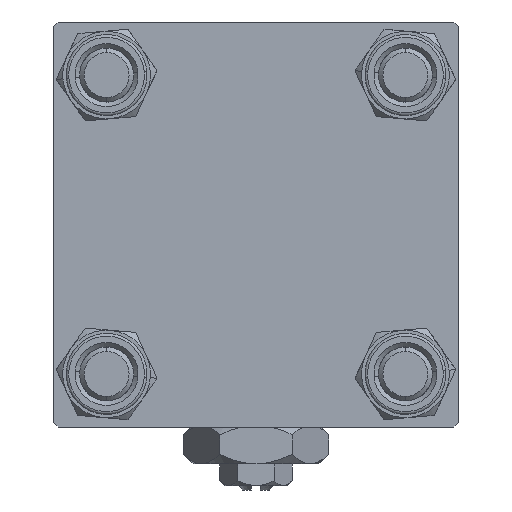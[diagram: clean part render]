
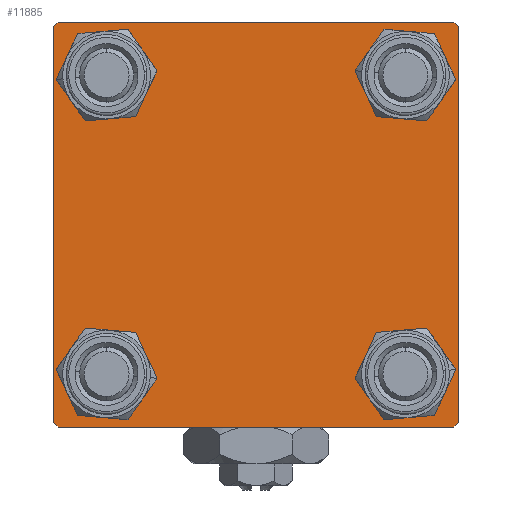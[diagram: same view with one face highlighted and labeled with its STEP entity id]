
A CAD part, left-side view. The second image highlights one B-rep face of the part: STEP entity #11885.
In plain terms, the highlighted planar face has unit normal (-1, 0, 0).
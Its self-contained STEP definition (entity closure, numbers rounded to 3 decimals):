
#52 = EDGE_CURVE ( 'NONE', #34663, #16663, #28121, .T. ) ;
#393 = AXIS2_PLACEMENT_3D ( 'NONE', #25018, #20055, #33752 ) ;
#576 = DIRECTION ( 'NONE',  ( 0., 0.707, -0.707 ) ) ;
#615 = VERTEX_POINT ( 'NONE', #46315 ) ;
#830 = VERTEX_POINT ( 'NONE', #23241 ) ;
#1846 = VERTEX_POINT ( 'NONE', #52161 ) ;
#2406 = CARTESIAN_POINT ( 'NONE',  ( 0., -16.6, 16.6 ) ) ;
#3048 = CARTESIAN_POINT ( 'NONE',  ( 0., 16.6, -20.1 ) ) ;
#3166 = CARTESIAN_POINT ( 'NONE',  ( 0., 16.6, -13.1 ) ) ;
#4538 = ORIENTED_EDGE ( 'NONE', *, *, #14165, .T. ) ;
#4995 = EDGE_CURVE ( 'NONE', #59450, #37984, #12904, .T. ) ;
#6152 = VECTOR ( 'NONE', #27711, 1000. ) ;
#7311 = VECTOR ( 'NONE', #576, 1000. ) ;
#8009 = CARTESIAN_POINT ( 'NONE',  ( 0., -22.5, -22. ) ) ;
#8542 = FACE_BOUND ( 'NONE', #31656, .T. ) ;
#9407 = CIRCLE ( 'NONE', #15372, 3.5 ) ;
#10883 = AXIS2_PLACEMENT_3D ( 'NONE', #2406, #22338, #41658 ) ;
#11885 = ADVANCED_FACE ( 'NONE', ( #36252, #8542, #13214, #56206, #27515 ), #46537, .T. ) ;
#12472 = VECTOR ( 'NONE', #59373, 1000. ) ;
#12622 = CARTESIAN_POINT ( 'NONE',  ( 0., 16.6, -16.6 ) ) ;
#12727 = ORIENTED_EDGE ( 'NONE', *, *, #38577, .T. ) ;
#12904 = CIRCLE ( 'NONE', #14913, 3.5 ) ;
#13214 = FACE_BOUND ( 'NONE', #19847, .T. ) ;
#14165 = EDGE_CURVE ( 'NONE', #37984, #59450, #25262, .T. ) ;
#14329 = CARTESIAN_POINT ( 'NONE',  ( 0., 22.25, 22.25 ) ) ;
#14616 = LINE ( 'NONE', #28304, #51037 ) ;
#14693 = VECTOR ( 'NONE', #41837, 1000. ) ;
#14913 = AXIS2_PLACEMENT_3D ( 'NONE', #53748, #58732, #49391 ) ;
#15100 = DIRECTION ( 'NONE',  ( 1., 0., 0. ) ) ;
#15372 = AXIS2_PLACEMENT_3D ( 'NONE', #27170, #21597, #45280 ) ;
#16164 = CARTESIAN_POINT ( 'NONE',  ( 0., 22., -22.5 ) ) ;
#16663 = VERTEX_POINT ( 'NONE', #8009 ) ;
#17054 = ORIENTED_EDGE ( 'NONE', *, *, #37184, .T. ) ;
#17121 = ORIENTED_EDGE ( 'NONE', *, *, #58091, .T. ) ;
#17394 = VERTEX_POINT ( 'NONE', #3166 ) ;
#17574 = CARTESIAN_POINT ( 'NONE',  ( 0., -22.25, -22.25 ) ) ;
#17764 = CARTESIAN_POINT ( 'NONE',  ( 0., -22., 22.5 ) ) ;
#18502 = EDGE_CURVE ( 'NONE', #1846, #44997, #9407, .T. ) ;
#18561 = VECTOR ( 'NONE', #55597, 1000. ) ;
#19033 = ORIENTED_EDGE ( 'NONE', *, *, #24585, .T. ) ;
#19422 = DIRECTION ( 'NONE',  ( 1., 0., 0. ) ) ;
#19629 = CARTESIAN_POINT ( 'NONE',  ( 0., 22., 22.5 ) ) ;
#19760 = LINE ( 'NONE', #47196, #22419 ) ;
#19771 = CIRCLE ( 'NONE', #22735, 3.5 ) ;
#19847 = EDGE_LOOP ( 'NONE', ( #36618, #60089 ) ) ;
#20055 = DIRECTION ( 'NONE',  ( 1., 0., 0. ) ) ;
#20549 = EDGE_CURVE ( 'NONE', #17394, #31519, #52244, .T. ) ;
#21055 = CARTESIAN_POINT ( 'NONE',  ( 0., 16.6, -16.6 ) ) ;
#21597 = DIRECTION ( 'NONE',  ( 1., 0., 0. ) ) ;
#21719 = EDGE_CURVE ( 'NONE', #26671, #57391, #19760, .T. ) ;
#22338 = DIRECTION ( 'NONE',  ( 1., 0., 0. ) ) ;
#22419 = VECTOR ( 'NONE', #24108, 1000. ) ;
#22550 = AXIS2_PLACEMENT_3D ( 'NONE', #12622, #25700, #26312 ) ;
#22735 = AXIS2_PLACEMENT_3D ( 'NONE', #27602, #19422, #52765 ) ;
#22852 = CARTESIAN_POINT ( 'NONE',  ( 0., 0., 0. ) ) ;
#23015 = CARTESIAN_POINT ( 'NONE',  ( 0., -16.6, -20.1 ) ) ;
#23241 = CARTESIAN_POINT ( 'NONE',  ( 0., -16.6, -13.1 ) ) ;
#23459 = CARTESIAN_POINT ( 'NONE',  ( 0., -22.5, 22.5 ) ) ;
#23809 = CARTESIAN_POINT ( 'NONE',  ( 0., -16.6, -16.6 ) ) ;
#23937 = DIRECTION ( 'NONE',  ( 0., 0.707, 0.707 ) ) ;
#24108 = DIRECTION ( 'NONE',  ( 0., 0., -1. ) ) ;
#24268 = LINE ( 'NONE', #57319, #6152 ) ;
#24585 = EDGE_CURVE ( 'NONE', #615, #16663, #55900, .T. ) ;
#25018 = CARTESIAN_POINT ( 'NONE',  ( 0., 16.6, 16.6 ) ) ;
#25262 = CIRCLE ( 'NONE', #393, 3.5 ) ;
#25643 = EDGE_CURVE ( 'NONE', #31519, #17394, #56375, .T. ) ;
#25700 = DIRECTION ( 'NONE',  ( 1., 0., 0. ) ) ;
#25715 = ORIENTED_EDGE ( 'NONE', *, *, #18502, .T. ) ;
#26009 = DIRECTION ( 'NONE',  ( 0., 0., 1. ) ) ;
#26312 = DIRECTION ( 'NONE',  ( 0., 0., 1. ) ) ;
#26671 = VERTEX_POINT ( 'NONE', #41515 ) ;
#26825 = AXIS2_PLACEMENT_3D ( 'NONE', #23809, #15100, #48126 ) ;
#27170 = CARTESIAN_POINT ( 'NONE',  ( 0., -16.6, 16.6 ) ) ;
#27515 = FACE_OUTER_BOUND ( 'NONE', #47238, .T. ) ;
#27602 = CARTESIAN_POINT ( 'NONE',  ( 0., -16.6, -16.6 ) ) ;
#27711 = DIRECTION ( 'NONE',  ( 0., -1., 0. ) ) ;
#27800 = ORIENTED_EDGE ( 'NONE', *, *, #53675, .T. ) ;
#28121 = LINE ( 'NONE', #23459, #60501 ) ;
#28304 = CARTESIAN_POINT ( 'NONE',  ( 0., -22.25, 22.25 ) ) ;
#28326 = LINE ( 'NONE', #14329, #7311 ) ;
#29440 = CARTESIAN_POINT ( 'NONE',  ( 0., -22.5, 22. ) ) ;
#29784 = VERTEX_POINT ( 'NONE', #23015 ) ;
#30517 = VERTEX_POINT ( 'NONE', #17764 ) ;
#31066 = EDGE_CURVE ( 'NONE', #57391, #37982, #37756, .T. ) ;
#31519 = VERTEX_POINT ( 'NONE', #3048 ) ;
#31656 = EDGE_LOOP ( 'NONE', ( #12727, #46744 ) ) ;
#32173 = DIRECTION ( 'NONE',  ( 0., 0., -1. ) ) ;
#32266 = EDGE_LOOP ( 'NONE', ( #36588, #4538 ) ) ;
#33454 = ORIENTED_EDGE ( 'NONE', *, *, #31066, .T. ) ;
#33494 = EDGE_LOOP ( 'NONE', ( #25715, #17054 ) ) ;
#33615 = CARTESIAN_POINT ( 'NONE',  ( 0., -16.6, 13.1 ) ) ;
#33752 = DIRECTION ( 'NONE',  ( 0., 0., 1. ) ) ;
#34663 = VERTEX_POINT ( 'NONE', #29440 ) ;
#35351 = CARTESIAN_POINT ( 'NONE',  ( 0., 22.5, -22.5 ) ) ;
#36252 = FACE_BOUND ( 'NONE', #33494, .T. ) ;
#36347 = EDGE_CURVE ( 'NONE', #29784, #830, #19771, .T. ) ;
#36588 = ORIENTED_EDGE ( 'NONE', *, *, #4995, .T. ) ;
#36618 = ORIENTED_EDGE ( 'NONE', *, *, #20549, .T. ) ;
#37184 = EDGE_CURVE ( 'NONE', #44997, #1846, #48692, .T. ) ;
#37756 = LINE ( 'NONE', #60544, #14693 ) ;
#37982 = VERTEX_POINT ( 'NONE', #16164 ) ;
#37984 = VERTEX_POINT ( 'NONE', #54166 ) ;
#38577 = EDGE_CURVE ( 'NONE', #830, #29784, #54698, .T. ) ;
#40045 = DIRECTION ( 'NONE',  ( 1., 0., 0. ) ) ;
#40342 = LINE ( 'NONE', #35351, #12472 ) ;
#41515 = CARTESIAN_POINT ( 'NONE',  ( 0., 22.5, 22. ) ) ;
#41658 = DIRECTION ( 'NONE',  ( 0., 0., 1. ) ) ;
#41837 = DIRECTION ( 'NONE',  ( 0., -0.707, -0.707 ) ) ;
#41865 = DIRECTION ( 'NONE',  ( 0., 0., 1. ) ) ;
#44105 = AXIS2_PLACEMENT_3D ( 'NONE', #22852, #45935, #41865 ) ;
#44997 = VERTEX_POINT ( 'NONE', #33615 ) ;
#45055 = EDGE_CURVE ( 'NONE', #55792, #30517, #24268, .T. ) ;
#45280 = DIRECTION ( 'NONE',  ( 0., 0., 1. ) ) ;
#45507 = CARTESIAN_POINT ( 'NONE',  ( 0., 16.6, 20.1 ) ) ;
#45935 = DIRECTION ( 'NONE',  ( -1., 0., 0. ) ) ;
#46315 = CARTESIAN_POINT ( 'NONE',  ( 0., -22., -22.5 ) ) ;
#46537 = PLANE ( 'NONE',  #44105 ) ;
#46744 = ORIENTED_EDGE ( 'NONE', *, *, #36347, .T. ) ;
#47196 = CARTESIAN_POINT ( 'NONE',  ( 0., 22.5, 22.5 ) ) ;
#47238 = EDGE_LOOP ( 'NONE', ( #53742, #33454, #17121, #19033, #49100, #61572, #47442, #27800 ) ) ;
#47442 = ORIENTED_EDGE ( 'NONE', *, *, #45055, .F. ) ;
#48126 = DIRECTION ( 'NONE',  ( 0., 0., 1. ) ) ;
#48692 = CIRCLE ( 'NONE', #10883, 3.5 ) ;
#49100 = ORIENTED_EDGE ( 'NONE', *, *, #52, .F. ) ;
#49267 = AXIS2_PLACEMENT_3D ( 'NONE', #21055, #40045, #26009 ) ;
#49391 = DIRECTION ( 'NONE',  ( 0., 0., 1. ) ) ;
#51037 = VECTOR ( 'NONE', #23937, 1000. ) ;
#51433 = EDGE_CURVE ( 'NONE', #34663, #30517, #14616, .T. ) ;
#52161 = CARTESIAN_POINT ( 'NONE',  ( 0., -16.6, 20.1 ) ) ;
#52244 = CIRCLE ( 'NONE', #49267, 3.5 ) ;
#52765 = DIRECTION ( 'NONE',  ( 0., 0., 1. ) ) ;
#53675 = EDGE_CURVE ( 'NONE', #55792, #26671, #28326, .T. ) ;
#53742 = ORIENTED_EDGE ( 'NONE', *, *, #21719, .T. ) ;
#53748 = CARTESIAN_POINT ( 'NONE',  ( 0., 16.6, 16.6 ) ) ;
#54166 = CARTESIAN_POINT ( 'NONE',  ( 0., 16.6, 13.1 ) ) ;
#54698 = CIRCLE ( 'NONE', #26825, 3.5 ) ;
#55597 = DIRECTION ( 'NONE',  ( 0., -0.707, 0.707 ) ) ;
#55792 = VERTEX_POINT ( 'NONE', #19629 ) ;
#55900 = LINE ( 'NONE', #17574, #18561 ) ;
#56206 = FACE_BOUND ( 'NONE', #32266, .T. ) ;
#56375 = CIRCLE ( 'NONE', #22550, 3.5 ) ;
#57319 = CARTESIAN_POINT ( 'NONE',  ( 0., 22.5, 22.5 ) ) ;
#57391 = VERTEX_POINT ( 'NONE', #59820 ) ;
#58091 = EDGE_CURVE ( 'NONE', #37982, #615, #40342, .T. ) ;
#58732 = DIRECTION ( 'NONE',  ( 1., 0., 0. ) ) ;
#59373 = DIRECTION ( 'NONE',  ( 0., -1., 0. ) ) ;
#59450 = VERTEX_POINT ( 'NONE', #45507 ) ;
#59820 = CARTESIAN_POINT ( 'NONE',  ( 0., 22.5, -22. ) ) ;
#60089 = ORIENTED_EDGE ( 'NONE', *, *, #25643, .T. ) ;
#60501 = VECTOR ( 'NONE', #32173, 1000. ) ;
#60544 = CARTESIAN_POINT ( 'NONE',  ( 0., 22.25, -22.25 ) ) ;
#61572 = ORIENTED_EDGE ( 'NONE', *, *, #51433, .T. ) ;
